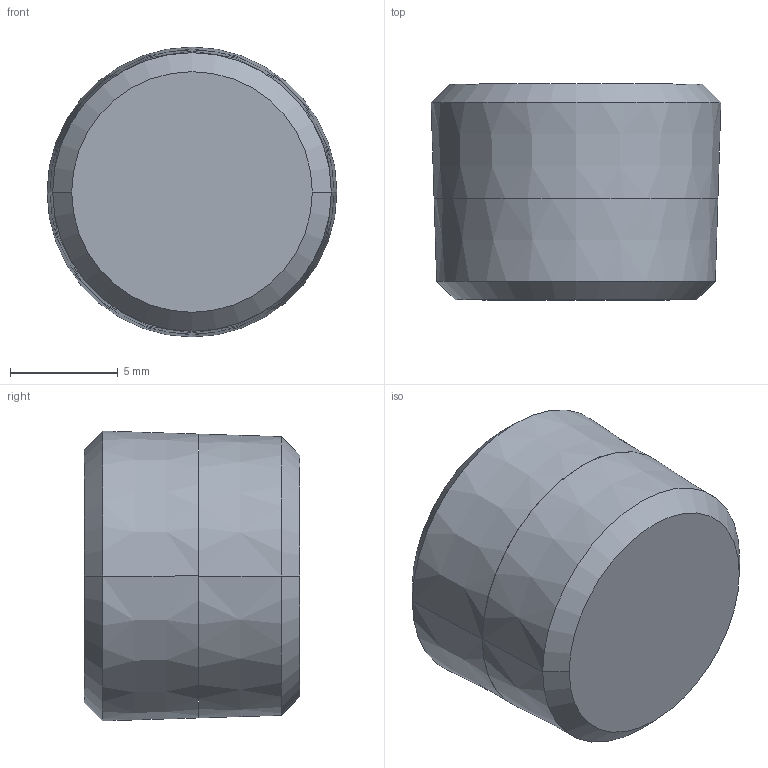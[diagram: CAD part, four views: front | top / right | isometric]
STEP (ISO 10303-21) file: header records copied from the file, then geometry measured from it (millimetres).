
FILE_DESCRIPTION(('STEP AP214'),'1');
FILE_NAME('0205_13_00.stp','2016-07-07T14:23:22',('TraceParts'),('TraceParts S.A.'),'Spatial InterOp 3D',' ',' ');
FILE_SCHEMA(('automotive_design'));
Length unit declared in the file: millimetre
Products named in the file (1): 1
Bounding box: 13.43 x 10 x 13.43 mm (x, y, z)
Volume: 1066.3 mm3; surface area: 897.2 mm2
Topology: 1 solids, 1 shells, 24 faces, 50 edges, 32 vertices
Faces by surface type: plane 12, cone 8, cylinder 4
Entity records: 657 total; most frequent: DIRECTION 120, CARTESIAN_POINT 107, ORIENTED_EDGE 100, EDGE_CURVE 50, AXIS2_PLACEMENT_3D 45, VERTEX_POINT 32, LINE 30, VECTOR 30
